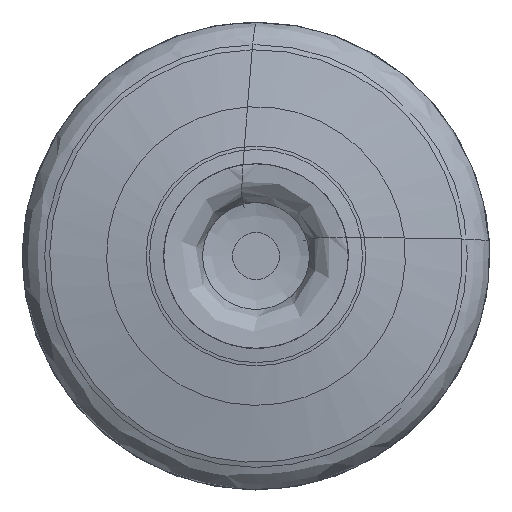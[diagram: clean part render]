
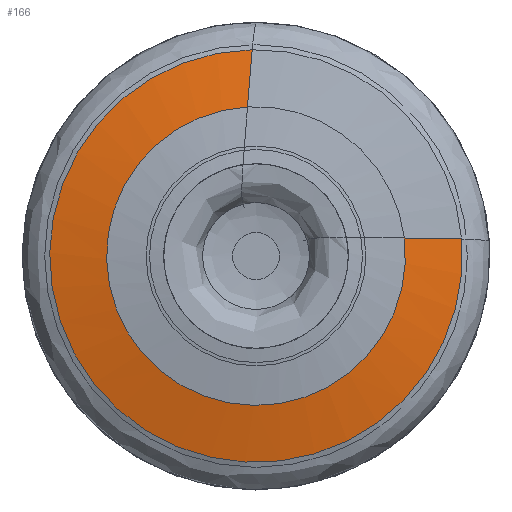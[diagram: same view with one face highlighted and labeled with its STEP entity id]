
A CAD part, left-side view. The second image highlights one B-rep face of the part: STEP entity #166.
In plain terms, the highlighted free-form (B-spline) face has degree [1, 3] with [2, 7] control points.
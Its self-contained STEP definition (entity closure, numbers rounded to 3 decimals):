
#32=LINE('',#854,#48);
#33=LINE('',#859,#49);
#48=VECTOR('',#672,1.);
#49=VECTOR('',#675,1.);
#97=(
BOUNDED_SURFACE()
B_SPLINE_SURFACE(1,3,((#872,#873,#874,#875,#876,#877,#878),(#879,#880,#881,
#882,#883,#884,#885)),.UNSPECIFIED.,.F.,.F.,.F.)
B_SPLINE_SURFACE_WITH_KNOTS((2,2),(4,3,4),(0.,1.),(0.,0.5,1.),
 .UNSPECIFIED.)
GEOMETRIC_REPRESENTATION_ITEM()
RATIONAL_B_SPLINE_SURFACE(((1.,0.579,0.579,1.,0.579,
0.579,1.),(1.,0.579,0.579,1.,0.579,
0.579,1.)))
REPRESENTATION_ITEM('')
SURFACE()
);
#126=FACE_OUTER_BOUND('',#253,.T.);
#166=ADVANCED_FACE('',(#126),#97,.F.);
#253=EDGE_LOOP('',(#310,#311,#312,#313));
#310=ORIENTED_EDGE('',*,*,#460,.F.);
#311=ORIENTED_EDGE('',*,*,#458,.T.);
#312=ORIENTED_EDGE('',*,*,#461,.T.);
#313=ORIENTED_EDGE('',*,*,#456,.T.);
#417=VERTEX_POINT('',#855);
#418=VERTEX_POINT('',#856);
#419=VERTEX_POINT('',#858);
#420=VERTEX_POINT('',#860);
#456=EDGE_CURVE('',#417,#418,#32,.T.);
#458=EDGE_CURVE('',#420,#419,#33,.T.);
#460=EDGE_CURVE('',#420,#418,#521,.T.);
#461=EDGE_CURVE('',#419,#417,#522,.T.);
#521=CIRCLE('',#582,8.818);
#522=CIRCLE('',#583,6.385);
#582=AXIS2_PLACEMENT_3D('',#870,#678,#679);
#583=AXIS2_PLACEMENT_3D('',#871,#680,#681);
#672=DIRECTION('',(0.199,-0.08,0.977));
#675=DIRECTION('',(-0.199,0.98,0.017));
#678=DIRECTION('',(1.,0.,0.));
#679=DIRECTION('',(0.,-0.997,0.082));
#680=DIRECTION('',(1.,0.,0.));
#681=DIRECTION('',(0.,-0.993,0.121));
#854=CARTESIAN_POINT('',(0.41,0.363,6.374));
#855=CARTESIAN_POINT('',(0.41,0.363,6.374));
#856=CARTESIAN_POINT('',(0.907,0.163,8.816));
#858=CARTESIAN_POINT('',(0.41,-6.338,0.771));
#859=CARTESIAN_POINT('',(0.41,-6.338,0.771));
#860=CARTESIAN_POINT('',(0.907,-8.788,0.727));
#870=CARTESIAN_POINT('',(0.907,0.,0.));
#871=CARTESIAN_POINT('',(0.41,0.,0.));
#872=CARTESIAN_POINT('',(0.41,-6.338,0.771));
#873=CARTESIAN_POINT('',(0.41,-7.164,-6.02));
#874=CARTESIAN_POINT('',(0.41,-1.153,-9.286));
#875=CARTESIAN_POINT('',(0.41,4.096,-4.898));
#876=CARTESIAN_POINT('',(0.41,9.344,-0.509));
#877=CARTESIAN_POINT('',(0.41,7.193,5.985));
#878=CARTESIAN_POINT('',(0.41,0.363,6.374));
#879=CARTESIAN_POINT('',(0.907,-8.788,0.727));
#880=CARTESIAN_POINT('',(0.907,-9.567,-8.689));
#881=CARTESIAN_POINT('',(0.907,-1.098,-12.877));
#882=CARTESIAN_POINT('',(0.907,5.912,-6.542));
#883=CARTESIAN_POINT('',(0.907,12.922,-0.207));
#884=CARTESIAN_POINT('',(0.907,9.61,8.642));
#885=CARTESIAN_POINT('',(0.907,0.163,8.816));
